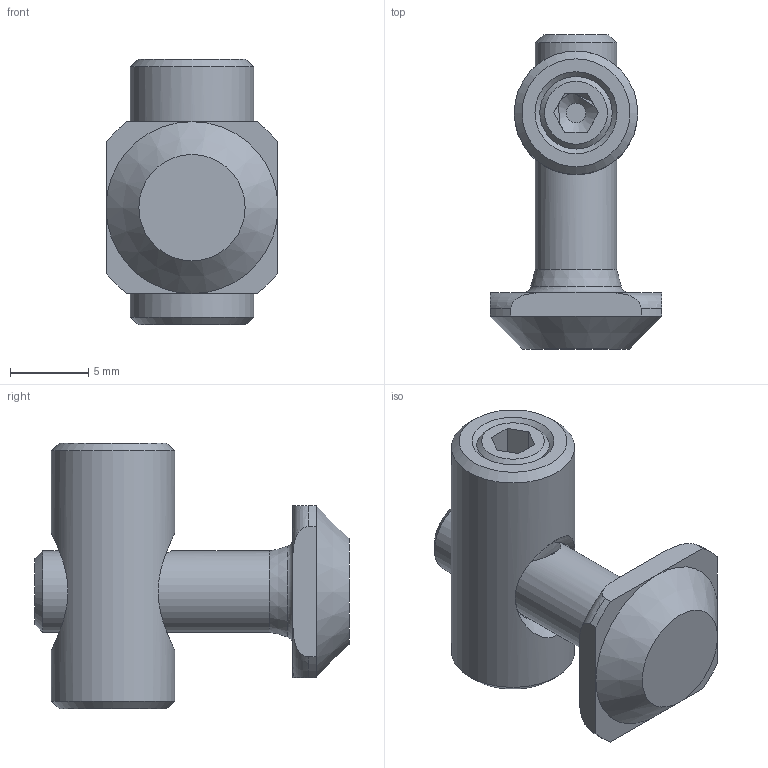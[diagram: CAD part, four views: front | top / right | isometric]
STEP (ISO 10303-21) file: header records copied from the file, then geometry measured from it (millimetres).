
FILE_DESCRIPTION(/* description */ ('Schnellspannverbinder'),/* implementation_level */ '2;1');
FILE_NAME(/* name */ '462537013 Schnellspannverbinder.stp',/* time_stamp */ '2019-08-06T13:37:54+02:00',/* author */ ('wheldmann'),/* organization */ (''),/* preprocessor_version */ 'ST-DEVELOPER v17.2',/* originating_system */ 'Autodesk Inventor 2019',/* authorisation */ '');
FILE_SCHEMA (('AUTOMOTIVE_DESIGN { 1 0 10303 214 3 1 1 }'));
Length unit declared in the file: millimetre
Products named in the file (1): 462537013
Bounding box: 11 x 20.1 x 17 mm (x, y, z)
Volume: 1279.2 mm3; surface area: 1183.9 mm2
Topology: 2 solids, 2 shells, 49 faces, 129 edges, 88 vertices
Faces by surface type: plane 21, cone 14, cylinder 8, torus 5, sphere 1
Full cylindrical faces by diameter (mm): 4.2 x1, 5.2 x1, 5.4 x1, 7.9 x1
Entity records: 2109 total; most frequent: CARTESIAN_POINT 862, ORIENTED_EDGE 256, DIRECTION 248, EDGE_CURVE 128, AXIS2_PLACEMENT_3D 101, VERTEX_POINT 88, EDGE_LOOP 56, CIRCLE 51
